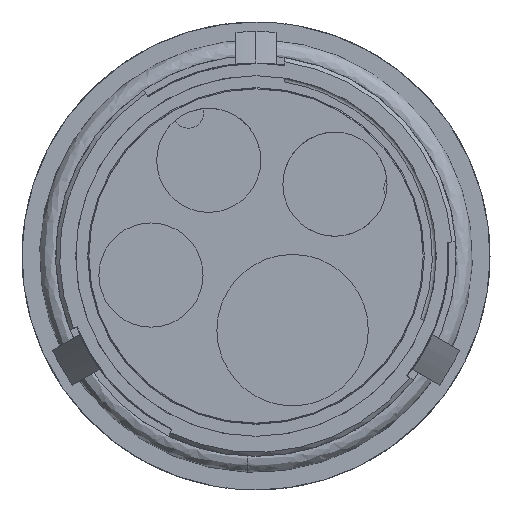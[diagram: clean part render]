
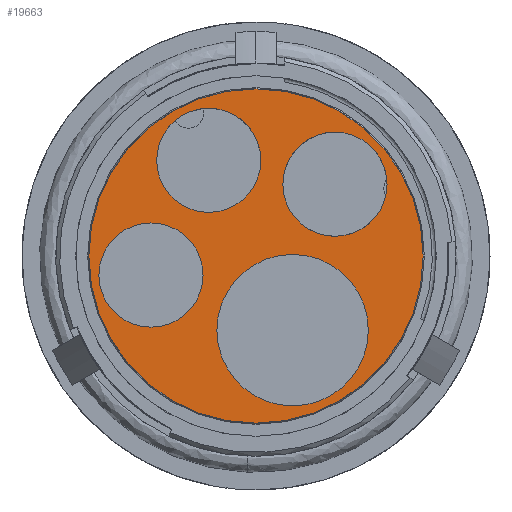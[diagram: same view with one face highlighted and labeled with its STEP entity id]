
A CAD part, front view. The second image highlights one B-rep face of the part: STEP entity #19663.
In plain terms, the highlighted planar face has unit normal (0, -1, 0).
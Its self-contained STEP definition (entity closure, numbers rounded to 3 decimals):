
#99 = DIRECTION ( 'NONE',  ( 1., 0., 0. ) ) ;
#566 = DIRECTION ( 'NONE',  ( 0., -1., 0. ) ) ;
#1229 = EDGE_CURVE ( 'NONE', #18674, #3634, #18804, .T. ) ;
#1552 = DIRECTION ( 'NONE',  ( 0., -1., 0. ) ) ;
#1582 = DIRECTION ( 'NONE',  ( 0., -1., 0. ) ) ;
#1846 = CARTESIAN_POINT ( 'NONE',  ( -5.897, -8., 11.94 ) ) ;
#2003 = DIRECTION ( 'NONE',  ( 0.179, 0., -0.984 ) ) ;
#2006 = CARTESIAN_POINT ( 'NONE',  ( -13.103, -8., -2.378 ) ) ;
#2267 = DIRECTION ( 'NONE',  ( 1., 0., 0. ) ) ;
#2433 = AXIS2_PLACEMENT_3D ( 'NONE', #19515, #16126, #2003 ) ;
#2450 = CARTESIAN_POINT ( 'NONE',  ( -19.603, -8., -2.378 ) ) ;
#2628 = CIRCLE ( 'NONE', #15086, 6.5 ) ;
#2684 = EDGE_CURVE ( 'NONE', #13016, #12896, #6981, .T. ) ;
#3634 = VERTEX_POINT ( 'NONE', #2450 ) ;
#3855 = CARTESIAN_POINT ( 'NONE',  ( 4.569, -8., -9.25 ) ) ;
#4020 = CIRCLE ( 'NONE', #15806, 20.853 ) ;
#4031 = CARTESIAN_POINT ( 'NONE',  ( -4.881, -8., -9.25 ) ) ;
#4077 = VERTEX_POINT ( 'NONE', #20682 ) ;
#4807 = DIRECTION ( 'NONE',  ( 0., -1., 0. ) ) ;
#5032 = CARTESIAN_POINT ( 'NONE',  ( -13.103, -8., -2.378 ) ) ;
#5471 = EDGE_CURVE ( 'NONE', #3634, #18674, #2628, .T. ) ;
#5567 = AXIS2_PLACEMENT_3D ( 'NONE', #1846, #4807, #14397 ) ;
#6061 = ORIENTED_EDGE ( 'NONE', *, *, #16712, .F. ) ;
#6238 = DIRECTION ( 'NONE',  ( 1., 0., 0. ) ) ;
#6514 = AXIS2_PLACEMENT_3D ( 'NONE', #7393, #16875, #20372 ) ;
#6522 = EDGE_CURVE ( 'NONE', #12589, #4077, #14300, .T. ) ;
#6603 = VERTEX_POINT ( 'NONE', #13171 ) ;
#6676 = CARTESIAN_POINT ( 'NONE',  ( 9.852, -8., 8.96 ) ) ;
#6981 = CIRCLE ( 'NONE', #15719, 20.853 ) ;
#7118 = EDGE_CURVE ( 'NONE', #6603, #16686, #8490, .T. ) ;
#7393 = CARTESIAN_POINT ( 'NONE',  ( 9.852, -8., 8.96 ) ) ;
#7492 = AXIS2_PLACEMENT_3D ( 'NONE', #10686, #12353, #17214 ) ;
#8005 = EDGE_LOOP ( 'NONE', ( #19081, #17036 ) ) ;
#8131 = FACE_BOUND ( 'NONE', #13133, .T. ) ;
#8160 = VERTEX_POINT ( 'NONE', #4031 ) ;
#8239 = FACE_BOUND ( 'NONE', #9106, .T. ) ;
#8490 = CIRCLE ( 'NONE', #13855, 6.5 ) ;
#8832 = DIRECTION ( 'NONE',  ( 0., -1., 0. ) ) ;
#8879 = AXIS2_PLACEMENT_3D ( 'NONE', #3855, #566, #2267 ) ;
#9106 = EDGE_LOOP ( 'NONE', ( #15120, #17953 ) ) ;
#9151 = EDGE_CURVE ( 'NONE', #18680, #8160, #16274, .T. ) ;
#9955 = DIRECTION ( 'NONE',  ( 1., 0., 0. ) ) ;
#9993 = CARTESIAN_POINT ( 'NONE',  ( 20.853, -8., 0. ) ) ;
#10032 = FACE_BOUND ( 'NONE', #20880, .T. ) ;
#10266 = EDGE_CURVE ( 'NONE', #8160, #18680, #17586, .T. ) ;
#10686 = CARTESIAN_POINT ( 'NONE',  ( 4.569, -8., -9.25 ) ) ;
#10930 = AXIS2_PLACEMENT_3D ( 'NONE', #15823, #1582, #6238 ) ;
#11385 = FACE_BOUND ( 'NONE', #15220, .T. ) ;
#11458 = DIRECTION ( 'NONE',  ( 1., 0., 0. ) ) ;
#11594 = FACE_OUTER_BOUND ( 'NONE', #8005, .T. ) ;
#11908 = ORIENTED_EDGE ( 'NONE', *, *, #20298, .F. ) ;
#12081 = CARTESIAN_POINT ( 'NONE',  ( 0., -8., 0. ) ) ;
#12338 = CARTESIAN_POINT ( 'NONE',  ( -6.603, -8., -2.378 ) ) ;
#12349 = ORIENTED_EDGE ( 'NONE', *, *, #1229, .F. ) ;
#12353 = DIRECTION ( 'NONE',  ( 0., -1., 0. ) ) ;
#12589 = VERTEX_POINT ( 'NONE', #13197 ) ;
#12896 = VERTEX_POINT ( 'NONE', #15786 ) ;
#13016 = VERTEX_POINT ( 'NONE', #9993 ) ;
#13133 = EDGE_LOOP ( 'NONE', ( #18570, #6061 ) ) ;
#13171 = CARTESIAN_POINT ( 'NONE',  ( 3.352, -8., 8.96 ) ) ;
#13197 = CARTESIAN_POINT ( 'NONE',  ( -12.397, -8., 11.94 ) ) ;
#13703 = EDGE_CURVE ( 'NONE', #12896, #13016, #4020, .T. ) ;
#13855 = AXIS2_PLACEMENT_3D ( 'NONE', #6676, #19343, #9955 ) ;
#13931 = ORIENTED_EDGE ( 'NONE', *, *, #6522, .F. ) ;
#14300 = CIRCLE ( 'NONE', #10930, 6.5 ) ;
#14306 = ORIENTED_EDGE ( 'NONE', *, *, #5471, .F. ) ;
#14360 = CARTESIAN_POINT ( 'NONE',  ( 0., -8., 0. ) ) ;
#14397 = DIRECTION ( 'NONE',  ( 1., 0., 0. ) ) ;
#14564 = DIRECTION ( 'NONE',  ( 0., -1., 0. ) ) ;
#14655 = PLANE ( 'NONE',  #2433 ) ;
#14664 = CIRCLE ( 'NONE', #5567, 6.5 ) ;
#15086 = AXIS2_PLACEMENT_3D ( 'NONE', #5032, #1552, #11458 ) ;
#15120 = ORIENTED_EDGE ( 'NONE', *, *, #10266, .F. ) ;
#15220 = EDGE_LOOP ( 'NONE', ( #13931, #11908 ) ) ;
#15336 = DIRECTION ( 'NONE',  ( 0., -1., 0. ) ) ;
#15719 = AXIS2_PLACEMENT_3D ( 'NONE', #14360, #14564, #99 ) ;
#15786 = CARTESIAN_POINT ( 'NONE',  ( -20.853, -8., 0. ) ) ;
#15806 = AXIS2_PLACEMENT_3D ( 'NONE', #12081, #15336, #20212 ) ;
#15823 = CARTESIAN_POINT ( 'NONE',  ( -5.897, -8., 11.94 ) ) ;
#16126 = DIRECTION ( 'NONE',  ( 0., -1., 0. ) ) ;
#16274 = CIRCLE ( 'NONE', #8879, 9.45 ) ;
#16686 = VERTEX_POINT ( 'NONE', #19435 ) ;
#16712 = EDGE_CURVE ( 'NONE', #16686, #6603, #20321, .T. ) ;
#16875 = DIRECTION ( 'NONE',  ( 0., -1., 0. ) ) ;
#17036 = ORIENTED_EDGE ( 'NONE', *, *, #13703, .T. ) ;
#17214 = DIRECTION ( 'NONE',  ( 1., 0., 0. ) ) ;
#17405 = CARTESIAN_POINT ( 'NONE',  ( 14.019, -8., -9.25 ) ) ;
#17586 = CIRCLE ( 'NONE', #7492, 9.45 ) ;
#17953 = ORIENTED_EDGE ( 'NONE', *, *, #9151, .F. ) ;
#18570 = ORIENTED_EDGE ( 'NONE', *, *, #7118, .F. ) ;
#18674 = VERTEX_POINT ( 'NONE', #12338 ) ;
#18680 = VERTEX_POINT ( 'NONE', #17405 ) ;
#18804 = CIRCLE ( 'NONE', #20501, 6.5 ) ;
#19081 = ORIENTED_EDGE ( 'NONE', *, *, #2684, .T. ) ;
#19343 = DIRECTION ( 'NONE',  ( 0., -1., 0. ) ) ;
#19420 = DIRECTION ( 'NONE',  ( 1., 0., 0. ) ) ;
#19435 = CARTESIAN_POINT ( 'NONE',  ( 16.352, -8., 8.96 ) ) ;
#19515 = CARTESIAN_POINT ( 'NONE',  ( -10.233, -8., -1.857 ) ) ;
#19663 = ADVANCED_FACE ( 'NONE', ( #8131, #8239, #10032, #11385, #11594 ), #14655, .T. ) ;
#20212 = DIRECTION ( 'NONE',  ( 1., 0., 0. ) ) ;
#20298 = EDGE_CURVE ( 'NONE', #4077, #12589, #14664, .T. ) ;
#20321 = CIRCLE ( 'NONE', #6514, 6.5 ) ;
#20372 = DIRECTION ( 'NONE',  ( 1., 0., 0. ) ) ;
#20501 = AXIS2_PLACEMENT_3D ( 'NONE', #2006, #8832, #19420 ) ;
#20682 = CARTESIAN_POINT ( 'NONE',  ( 0.603, -8., 11.94 ) ) ;
#20880 = EDGE_LOOP ( 'NONE', ( #14306, #12349 ) ) ;
